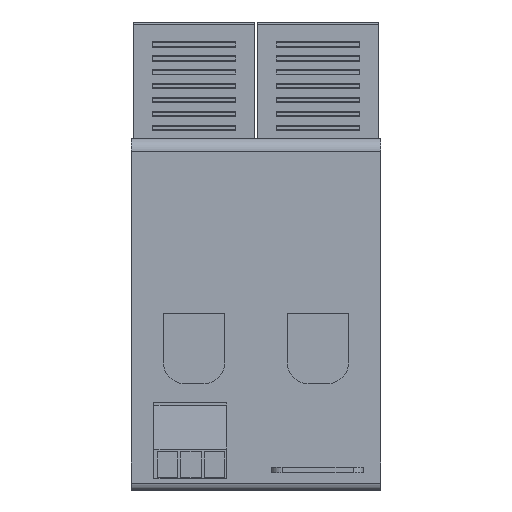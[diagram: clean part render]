
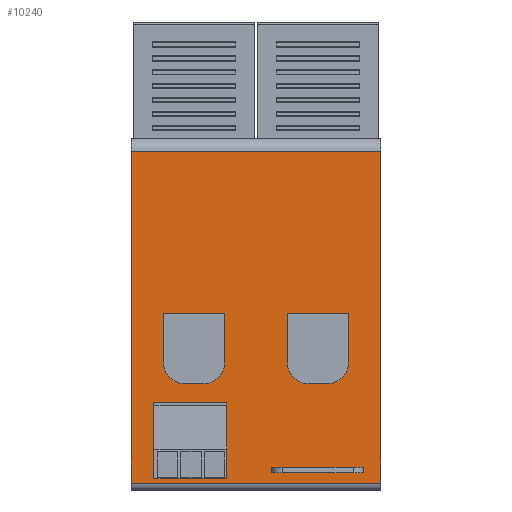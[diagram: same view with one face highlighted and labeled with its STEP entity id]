
A CAD part, left-side view. The second image highlights one B-rep face of the part: STEP entity #10240.
In plain terms, the highlighted planar face has unit normal (-1, 0, 0).
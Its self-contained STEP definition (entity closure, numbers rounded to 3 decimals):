
#1940=CARTESIAN_POINT('',(-57.99,13.3,
43.696));
#1950=VERTEX_POINT('',#1940);
#1980=CARTESIAN_POINT('',(-57.99,13.3,0.));
#1990=DIRECTION('',(0.,0.,1.));
#2000=VECTOR('',#1990,1.);
#2010=LINE('',#1980,#2000);
#2020=CARTESIAN_POINT('',(-57.99,13.3,
-4.104));
#2030=VERTEX_POINT('',#2020);
#2040=EDGE_CURVE('',#2030,#1950,#2010,.T.);
#2420=CARTESIAN_POINT('',(-57.99,-22.7,
43.696));
#2430=VERTEX_POINT('',#2420);
#4500=CARTESIAN_POINT('',(-57.99,-22.7,
-4.104));
#4510=VERTEX_POINT('',#4500);
#4540=CARTESIAN_POINT('',(-57.99,-22.7,0.));
#4550=DIRECTION('',(0.,0.,-1.));
#4560=VECTOR('',#4550,1.);
#4570=LINE('',#4540,#4560);
#4580=EDGE_CURVE('',#2430,#4510,#4570,.T.);
#4750=CARTESIAN_POINT('',(-57.99,31.3,
-4.104));
#4760=DIRECTION('',(0.,-1.,0.));
#4770=VECTOR('',#4760,1.);
#4780=LINE('',#4750,#4770);
#4790=EDGE_CURVE('',#2030,#4510,#4780,.T.);
#4940=CARTESIAN_POINT('',(-57.99,-18.,
20.296));
#4950=VERTEX_POINT('',#4940);
#5120=CARTESIAN_POINT('',(-57.99,-9.2,
20.296));
#5130=VERTEX_POINT('',#5120);
#5160=CARTESIAN_POINT('',(-57.99,71.075,
20.296));
#5170=DIRECTION('',(0.,1.,0.));
#5180=VECTOR('',#5170,1.);
#5190=LINE('',#5160,#5180);
#5200=EDGE_CURVE('',#4950,#5130,#5190,.T.);
#5660=CARTESIAN_POINT('',(-57.99,-0.2,
20.296));
#5670=VERTEX_POINT('',#5660);
#5700=CARTESIAN_POINT('',(-57.99,-0.2,0.));
#5710=DIRECTION('',(0.,0.,1.));
#5720=VECTOR('',#5710,1.);
#5730=LINE('',#5700,#5720);
#5740=CARTESIAN_POINT('',(-57.99,-0.2,
13.196));
#5750=VERTEX_POINT('',#5740);
#5760=EDGE_CURVE('',#5750,#5670,#5730,.T.);
#8540=CARTESIAN_POINT('',(-57.99,31.3,
43.696));
#8550=DIRECTION('',(1.,0.,0.));
#8560=DIRECTION('',(0.,0.,1.));
#8570=AXIS2_PLACEMENT_3D('',#8540,#8550,#8560);
#8580=PLANE('',#8570);
#8590=CARTESIAN_POINT('',(-57.99,-9.2,0.));
#8600=DIRECTION('',(0.,0.,-1.));
#8610=VECTOR('',#8600,1.);
#8620=LINE('',#8590,#8610);
#8630=CARTESIAN_POINT('',(-57.99,-9.2,
13.196));
#8640=VERTEX_POINT('',#8630);
#8650=EDGE_CURVE('',#5130,#8640,#8620,.T.);
#8660=ORIENTED_EDGE('',*,*,#8650,.F.);
#8670=CARTESIAN_POINT('',(-57.99,-12.2,
13.196));
#8680=DIRECTION('',(-1.,0.,0.));
#8690=DIRECTION('',(0.,1.,0.));
#8700=AXIS2_PLACEMENT_3D('',#8670,#8680,#8690);
#8710=CIRCLE('',#8700,3.);
#8720=CARTESIAN_POINT('',(-57.99,-12.2,
10.196));
#8730=VERTEX_POINT('',#8720);
#8740=EDGE_CURVE('',#8640,#8730,#8710,.T.);
#8750=ORIENTED_EDGE('',*,*,#8740,.F.);
#8760=CARTESIAN_POINT('',(-57.99,71.075,
10.196));
#8770=DIRECTION('',(0.,-1.,0.));
#8780=VECTOR('',#8770,1.);
#8790=LINE('',#8760,#8780);
#8800=CARTESIAN_POINT('',(-57.99,-15.,
10.196));
#8810=VERTEX_POINT('',#8800);
#8820=EDGE_CURVE('',#8730,#8810,#8790,.T.);
#8830=ORIENTED_EDGE('',*,*,#8820,.F.);
#8840=CARTESIAN_POINT('',(-57.99,-15.,
13.196));
#8850=DIRECTION('',(1.,0.,0.));
#8860=DIRECTION('',(0.,-1.,0.));
#8870=AXIS2_PLACEMENT_3D('',#8840,#8850,#8860);
#8880=CIRCLE('',#8870,3.);
#8890=CARTESIAN_POINT('',(-57.99,-18.,
13.196));
#8900=VERTEX_POINT('',#8890);
#8910=EDGE_CURVE('',#8900,#8810,#8880,.T.);
#8920=ORIENTED_EDGE('',*,*,#8910,.T.);
#8930=CARTESIAN_POINT('',(-57.99,-18.,0.));
#8940=DIRECTION('',(0.,0.,1.));
#8950=VECTOR('',#8940,1.);
#8960=LINE('',#8930,#8950);
#8970=EDGE_CURVE('',#8900,#4950,#8960,.T.);
#8980=ORIENTED_EDGE('',*,*,#8970,.F.);
#8990=ORIENTED_EDGE('',*,*,#5200,.F.);
#9000=EDGE_LOOP('',(#8990,#8980,#8920,#8830,#8750,#8660));
#9010=FACE_BOUND('',#9000,.T.);
#9020=CARTESIAN_POINT('',(-57.99,8.6,0.));
#9030=DIRECTION('',(0.,0.,-1.));
#9040=VECTOR('',#9030,1.);
#9050=LINE('',#9020,#9040);
#9060=CARTESIAN_POINT('',(-57.99,8.6,
20.296));
#9070=VERTEX_POINT('',#9060);
#9080=CARTESIAN_POINT('',(-57.99,8.6,
13.196));
#9090=VERTEX_POINT('',#9080);
#9100=EDGE_CURVE('',#9070,#9090,#9050,.T.);
#9110=ORIENTED_EDGE('',*,*,#9100,.F.);
#9120=CARTESIAN_POINT('',(-57.99,5.6,
13.196));
#9130=DIRECTION('',(-1.,0.,0.));
#9140=DIRECTION('',(0.,1.,0.));
#9150=AXIS2_PLACEMENT_3D('',#9120,#9130,#9140);
#9160=CIRCLE('',#9150,3.);
#9170=CARTESIAN_POINT('',(-57.99,5.6,
10.196));
#9180=VERTEX_POINT('',#9170);
#9190=EDGE_CURVE('',#9090,#9180,#9160,.T.);
#9200=ORIENTED_EDGE('',*,*,#9190,.F.);
#9210=CARTESIAN_POINT('',(-57.99,71.075,
10.196));
#9220=DIRECTION('',(0.,-1.,0.));
#9230=VECTOR('',#9220,1.);
#9240=LINE('',#9210,#9230);
#9250=CARTESIAN_POINT('',(-57.99,2.8,
10.196));
#9260=VERTEX_POINT('',#9250);
#9270=EDGE_CURVE('',#9180,#9260,#9240,.T.);
#9280=ORIENTED_EDGE('',*,*,#9270,.F.);
#9290=CARTESIAN_POINT('',(-57.99,2.8,
13.196));
#9300=DIRECTION('',(1.,0.,0.));
#9310=DIRECTION('',(0.,-1.,0.));
#9320=AXIS2_PLACEMENT_3D('',#9290,#9300,#9310);
#9330=CIRCLE('',#9320,3.);
#9340=EDGE_CURVE('',#5750,#9260,#9330,.T.);
#9350=ORIENTED_EDGE('',*,*,#9340,.T.);
#9360=ORIENTED_EDGE('',*,*,#5760,.F.);
#9370=CARTESIAN_POINT('',(-57.99,71.075,
20.296));
#9380=DIRECTION('',(0.,1.,0.));
#9390=VECTOR('',#9380,1.);
#9400=LINE('',#9370,#9390);
#9410=EDGE_CURVE('',#5670,#9070,#9400,.T.);
#9420=ORIENTED_EDGE('',*,*,#9410,.F.);
#9430=EDGE_LOOP('',(#9420,#9360,#9350,#9280,#9200,#9110));
#9440=FACE_BOUND('',#9430,.T.);
#9450=CARTESIAN_POINT('',(-57.99,-19.481,
-2.604));
#9460=DIRECTION('',(0.,0.,1.));
#9470=VECTOR('',#9460,1.);
#9480=LINE('',#9450,#9470);
#9490=CARTESIAN_POINT('',(-57.99,-19.481,
-2.604));
#9500=VERTEX_POINT('',#9490);
#9510=CARTESIAN_POINT('',(-57.99,-19.481,
-1.804));
#9520=VERTEX_POINT('',#9510);
#9530=EDGE_CURVE('',#9500,#9520,#9480,.T.);
#9540=ORIENTED_EDGE('',*,*,#9530,.F.);
#9550=CARTESIAN_POINT('',(-57.99,71.075,
-1.804));
#9560=DIRECTION('',(0.,-1.,0.));
#9570=VECTOR('',#9560,1.);
#9580=LINE('',#9550,#9570);
#9590=CARTESIAN_POINT('',(-57.99,-7.719,
-1.804));
#9600=VERTEX_POINT('',#9590);
#9610=EDGE_CURVE('',#9600,#9520,#9580,.T.);
#9620=ORIENTED_EDGE('',*,*,#9610,.T.);
#9630=CARTESIAN_POINT('',(-57.99,-7.719,
-2.604));
#9640=DIRECTION('',(0.,0.,1.));
#9650=VECTOR('',#9640,1.);
#9660=LINE('',#9630,#9650);
#9670=CARTESIAN_POINT('',(-57.99,-7.719,
-2.604));
#9680=VERTEX_POINT('',#9670);
#9690=EDGE_CURVE('',#9680,#9600,#9660,.T.);
#9700=ORIENTED_EDGE('',*,*,#9690,.T.);
#9710=CARTESIAN_POINT('',(-57.99,71.075,
-2.604));
#9720=DIRECTION('',(0.,1.,0.));
#9730=VECTOR('',#9720,1.);
#9740=LINE('',#9710,#9730);
#9750=EDGE_CURVE('',#9500,#9680,#9740,.T.);
#9760=ORIENTED_EDGE('',*,*,#9750,.T.);
#9770=EDGE_LOOP('',(#9760,#9700,#9620,#9540));
#9780=FACE_BOUND('',#9770,.T.);
#9790=CARTESIAN_POINT('',(-57.99,71.075,
-3.504));
#9800=DIRECTION('',(0.,-1.,0.));
#9810=VECTOR('',#9800,1.);
#9820=LINE('',#9790,#9810);
#9830=CARTESIAN_POINT('',(-57.99,10.,
-3.504));
#9840=VERTEX_POINT('',#9830);
#9850=CARTESIAN_POINT('',(-57.99,-0.5,
-3.504));
#9860=VERTEX_POINT('',#9850);
#9870=EDGE_CURVE('',#9840,#9860,#9820,.T.);
#9880=ORIENTED_EDGE('',*,*,#9870,.F.);
#9890=CARTESIAN_POINT('',(-57.99,-0.5,0.));
#9900=DIRECTION('',(0.,0.,1.));
#9910=VECTOR('',#9900,1.);
#9920=LINE('',#9890,#9910);
#9930=CARTESIAN_POINT('',(-57.99,-0.5,
7.496));
#9940=VERTEX_POINT('',#9930);
#9950=EDGE_CURVE('',#9860,#9940,#9920,.T.);
#9960=ORIENTED_EDGE('',*,*,#9950,.F.);
#9970=CARTESIAN_POINT('',(-57.99,71.075,
7.496));
#9980=DIRECTION('',(0.,1.,0.));
#9990=VECTOR('',#9980,1.);
#10000=LINE('',#9970,#9990);
#10010=CARTESIAN_POINT('',(-57.99,10.,
7.496));
#10020=VERTEX_POINT('',#10010);
#10030=EDGE_CURVE('',#9940,#10020,#10000,.T.);
#10040=ORIENTED_EDGE('',*,*,#10030,.F.);
#10050=CARTESIAN_POINT('',(-57.99,10.,0.));
#10060=DIRECTION('',(0.,0.,1.));
#10070=VECTOR('',#10060,1.);
#10080=LINE('',#10050,#10070);
#10090=EDGE_CURVE('',#9840,#10020,#10080,.T.);
#10100=ORIENTED_EDGE('',*,*,#10090,.T.);
#10110=EDGE_LOOP('',(#10100,#10040,#9960,#9880));
#10120=FACE_BOUND('',#10110,.T.);
#10130=ORIENTED_EDGE('',*,*,#4790,.T.);
#10140=ORIENTED_EDGE('',*,*,#2040,.F.);
#10150=CARTESIAN_POINT('',(-57.99,31.3,
43.696));
#10160=DIRECTION('',(0.,-1.,0.));
#10170=VECTOR('',#10160,1.);
#10180=LINE('',#10150,#10170);
#10190=EDGE_CURVE('',#1950,#2430,#10180,.T.);
#10200=ORIENTED_EDGE('',*,*,#10190,.F.);
#10210=ORIENTED_EDGE('',*,*,#4580,.F.);
#10220=EDGE_LOOP('',(#10210,#10200,#10140,#10130));
#10230=FACE_OUTER_BOUND('',#10220,.T.);
#10240=ADVANCED_FACE('',(#9010,#9440,#9780,#10120,#10230),#8580,.F.);
